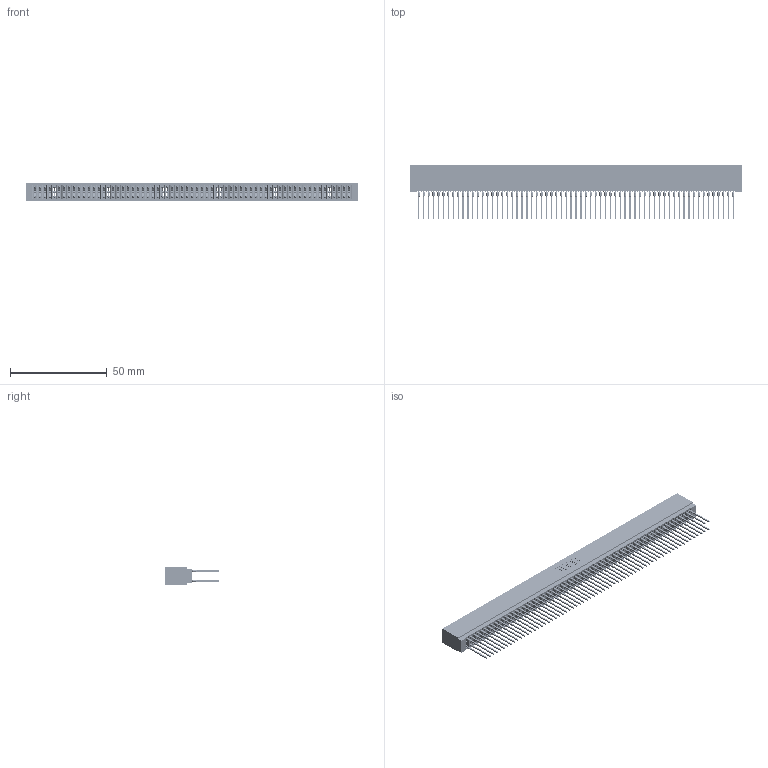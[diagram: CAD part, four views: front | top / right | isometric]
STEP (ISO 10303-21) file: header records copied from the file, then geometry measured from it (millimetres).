
FILE_DESCRIPTION (( 'STEP AP203' ), '1' );
FILE_NAME ('725-130-540-201.STEP', '2020-09-10T11:06:17', ( '' ), ( '' ), 'SwSTEP 2.0', 'SolidWorks 2020', '' );
FILE_SCHEMA (( 'CONFIG_CONTROL_DESIGN' ));
Length unit declared in the file: inch
Products named in the file (3): 725-130-540-201; 725 Part_Insulator Option - 01; 745-292-001_540
Assembly tree (131 placements, depth 2):
  725-130-540-201
    725 Part_Insulator Option - 01
    745-292-001_540  x130
Bounding box: 171.7 x 28.21 x 8.89 mm (x, y, z)
Volume: 13884.5 mm3; surface area: 31328.3 mm2
Topology: 131 solids, 131 shells, 11730 faces, 31519 edges, 19798 vertices
Faces by surface type: plane 6035, bspline 2600, cylinder 2315, torus 780
Entity records: 106259 total; most frequent: CARTESIAN_POINT 18923, ORIENTED_EDGE 18404, DIRECTION 16060, EDGE_CURVE 9202, LINE 8630, VECTOR 8630, VERTEX_POINT 5866, AXIS2_PLACEMENT_3D 3715
